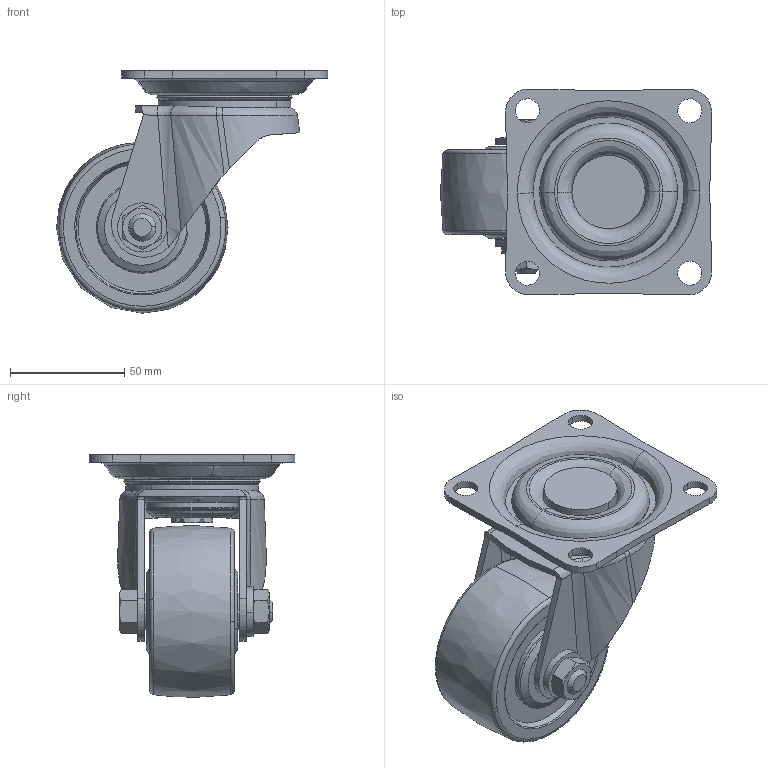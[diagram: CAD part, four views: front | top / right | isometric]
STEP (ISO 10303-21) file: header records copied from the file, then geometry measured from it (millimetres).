
FILE_DESCRIPTION((''),'2;1');
FILE_NAME('','2009-03-19T14:21:41',(''),(''),'','CADfix','');
FILE_SCHEMA(('AUTOMOTIVE_DESIGN { 1 0 10303 214 1 1 1 1 }'));
Length unit declared in the file: millimetre
Bounding box: 118.5 x 90 x 105.99 mm (x, y, z)
Volume: 258206 mm3; surface area: 68871.3 mm2
Topology: 5 solids, 5 shells, 281 faces, 889 edges, 638 vertices
Faces by surface type: bspline 281
Entity records: 14875 total; most frequent: CARTESIAN_POINT 10197, ORIENTED_EDGE 1778, EDGE_CURVE 889, VERTEX_POINT 638, EDGE_LOOP 319, FACE_OUTER_BOUND 281, ADVANCED_FACE 281, QUASI_UNIFORM_CURVE 178
